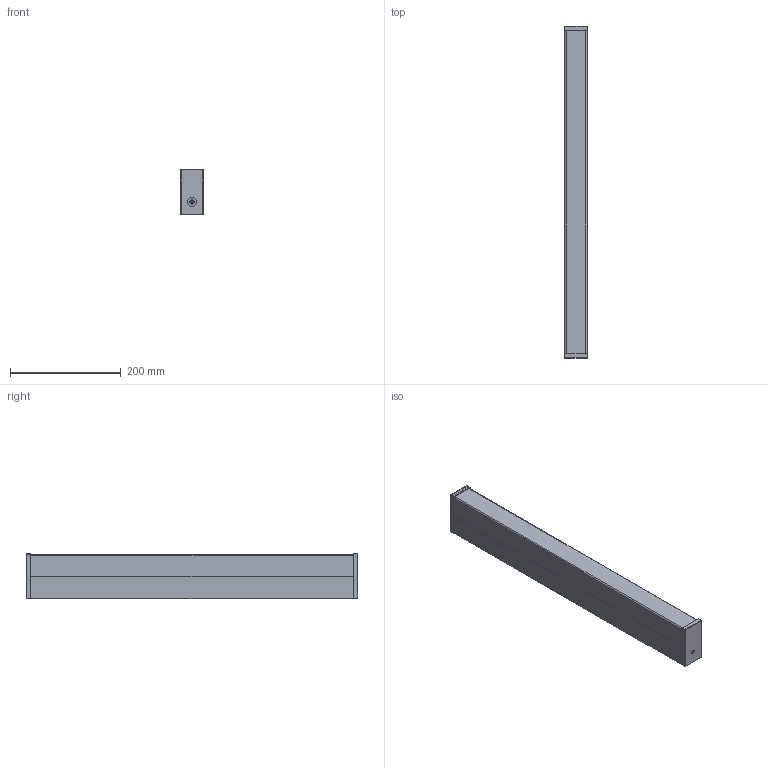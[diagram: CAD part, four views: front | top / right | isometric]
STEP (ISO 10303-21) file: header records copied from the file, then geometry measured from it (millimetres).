
FILE_DESCRIPTION(/* description */ ('This is a sample STEP configuration'),/* implementation_level */ '2;1');
FILE_NAME(/* name */ '576-0195 SIMPLE.ipt_Rev_00.stp',/* time_stamp */ '2023-04-27T12:35:30+02:00',/* author */ ('powerJobs'),/* organization */ ('coolOrange'),/* preprocessor_version */ 'ST-DEVELOPER v19.2',/* originating_system */ 'Autodesk Inventor 2023',/* authorisation */ '');
FILE_SCHEMA (('AUTOMOTIVE_DESIGN { 1 0 10303 214 3 1 1 }'));
Length unit declared in the file: millimetre
Products named in the file (1): ENG000016979
Bounding box: 42.5 x 599 x 82.45 mm (x, y, z)
Volume: 307794.2 mm3; surface area: 425784.3 mm2
Topology: 7 solids, 7 shells, 660 faces, 1621 edges, 1040 vertices
Faces by surface type: plane 521, cylinder 129, sphere 8, cone 2
Full cylindrical faces by diameter (mm): 2 x8, 2.5 x4, 2.8 x8, 3 x5, 4 x2, 4.5 x4, 6 x4, 7.5 x2, 12 x2, 20 x1
Entity records: 19250 total; most frequent: CARTESIAN_POINT 3314, ORIENTED_EDGE 3226, DIRECTION 3195, EDGE_CURVE 1613, LINE 1353, VECTOR 1353, VERTEX_POINT 1040, AXIS2_PLACEMENT_3D 921
